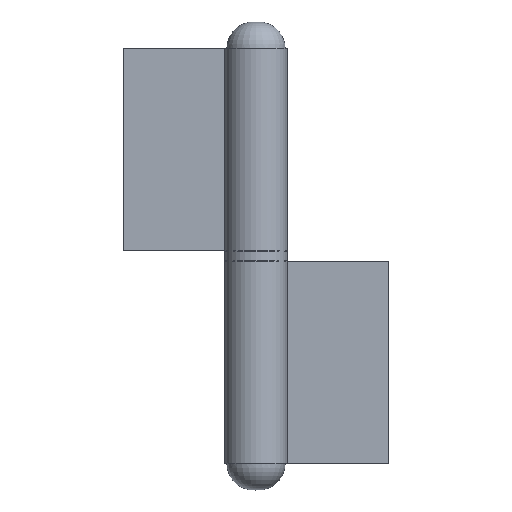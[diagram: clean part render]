
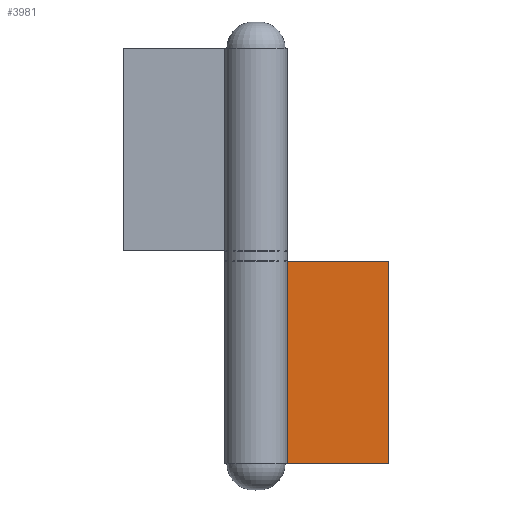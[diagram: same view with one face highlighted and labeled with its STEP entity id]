
A CAD part, top view. The second image highlights one B-rep face of the part: STEP entity #3981.
In plain terms, the highlighted planar face has unit normal (0, 0, 1).
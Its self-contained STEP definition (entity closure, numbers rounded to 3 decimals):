
#10 = LINE ( 'NONE', #5248, #8962 ) ;
#350 = VERTEX_POINT ( 'NONE', #7672 ) ;
#791 = EDGE_CURVE ( 'NONE', #350, #5338, #3850, .T. ) ;
#1234 = VERTEX_POINT ( 'NONE', #8486 ) ;
#1274 = VECTOR ( 'NONE', #2819, 1000. ) ;
#1327 = CARTESIAN_POINT ( 'NONE',  ( 0., 28.5, -5.75 ) ) ;
#2129 = DIRECTION ( 'NONE',  ( 1., 0., 0. ) ) ;
#2770 = CARTESIAN_POINT ( 'NONE',  ( 37.25, 28.5, -5.75 ) ) ;
#2819 = DIRECTION ( 'NONE',  ( 0., -1., 0. ) ) ;
#3061 = VECTOR ( 'NONE', #3312, 1000. ) ;
#3178 = CARTESIAN_POINT ( 'NONE',  ( 5.916, -28.5, -5.75 ) ) ;
#3191 = AXIS2_PLACEMENT_3D ( 'NONE', #5424, #4503, #11254 ) ;
#3312 = DIRECTION ( 'NONE',  ( 1., 0., 0. ) ) ;
#3348 = VECTOR ( 'NONE', #10386, 1000. ) ;
#3356 = ORIENTED_EDGE ( 'NONE', *, *, #8138, .T. ) ;
#3850 = LINE ( 'NONE', #2770, #1274 ) ;
#3969 = VECTOR ( 'NONE', #2129, 1000. ) ;
#3981 = ADVANCED_FACE ( 'NONE', ( #11461 ), #8323, .F. ) ;
#4484 = ORIENTED_EDGE ( 'NONE', *, *, #791, .F. ) ;
#4503 = DIRECTION ( 'NONE',  ( 0., 0., -1. ) ) ;
#5073 = VERTEX_POINT ( 'NONE', #8256 ) ;
#5178 = LINE ( 'NONE', #10799, #3969 ) ;
#5248 = CARTESIAN_POINT ( 'NONE',  ( 0., 28.5, -5.75 ) ) ;
#5338 = VERTEX_POINT ( 'NONE', #6116 ) ;
#5424 = CARTESIAN_POINT ( 'NONE',  ( 0., 28.5, -5.75 ) ) ;
#5930 = ORIENTED_EDGE ( 'NONE', *, *, #10893, .T. ) ;
#6116 = CARTESIAN_POINT ( 'NONE',  ( 37.25, -28.5, -5.75 ) ) ;
#7085 = DIRECTION ( 'NONE',  ( 0., -1., 0. ) ) ;
#7672 = CARTESIAN_POINT ( 'NONE',  ( 37.25, 28.5, -5.75 ) ) ;
#7876 = EDGE_CURVE ( 'NONE', #5073, #9423, #8052, .T. ) ;
#8052 = LINE ( 'NONE', #10424, #3348 ) ;
#8112 = ORIENTED_EDGE ( 'NONE', *, *, #12078, .F. ) ;
#8138 = EDGE_CURVE ( 'NONE', #1234, #5073, #10, .T. ) ;
#8256 = CARTESIAN_POINT ( 'NONE',  ( 0., -28.5, -5.75 ) ) ;
#8323 = PLANE ( 'NONE',  #3191 ) ;
#8486 = CARTESIAN_POINT ( 'NONE',  ( 0., 28.5, -5.75 ) ) ;
#8962 = VECTOR ( 'NONE', #7085, 1000. ) ;
#9423 = VERTEX_POINT ( 'NONE', #3178 ) ;
#9890 = EDGE_LOOP ( 'NONE', ( #12589, #5930, #4484, #8112, #3356 ) ) ;
#10386 = DIRECTION ( 'NONE',  ( 1., 0., 0. ) ) ;
#10424 = CARTESIAN_POINT ( 'NONE',  ( 0., -28.5, -5.75 ) ) ;
#10469 = LINE ( 'NONE', #1327, #3061 ) ;
#10799 = CARTESIAN_POINT ( 'NONE',  ( 0., -28.5, -5.75 ) ) ;
#10893 = EDGE_CURVE ( 'NONE', #9423, #5338, #5178, .T. ) ;
#11254 = DIRECTION ( 'NONE',  ( -1., 0., 0. ) ) ;
#11461 = FACE_OUTER_BOUND ( 'NONE', #9890, .T. ) ;
#12078 = EDGE_CURVE ( 'NONE', #1234, #350, #10469, .T. ) ;
#12589 = ORIENTED_EDGE ( 'NONE', *, *, #7876, .T. ) ;
